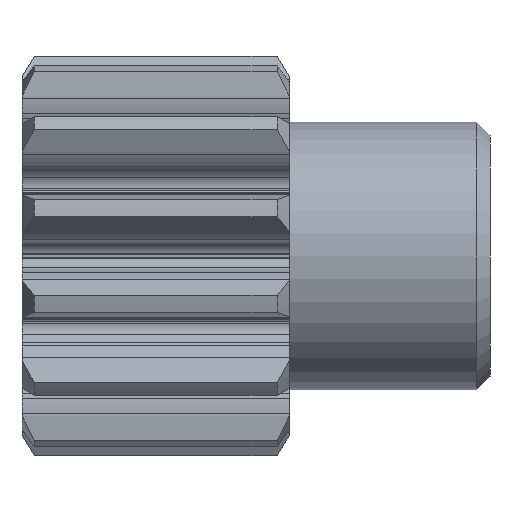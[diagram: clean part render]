
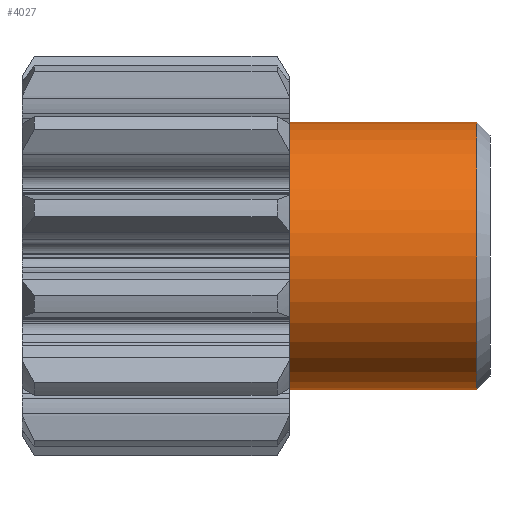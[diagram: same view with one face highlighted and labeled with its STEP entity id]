
A CAD part, front view. The second image highlights one B-rep face of the part: STEP entity #4027.
In plain terms, the highlighted cylindrical face has radius 10 mm (diameter 20 mm), a full revolution.
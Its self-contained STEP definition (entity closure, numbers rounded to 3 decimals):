
#34=VECTOR('',#5686,1.);
#230=LINE('',#7349,#34);
#426=CYLINDRICAL_SURFACE('',#4644,10.);
#966=VERTEX_POINT('',#6987);
#1137=VERTEX_POINT('',#7350);
#1138=VERTEX_POINT('',#7352);
#1364=CIRCLE('',#4469,10.);
#1537=CIRCLE('',#4645,10.);
#1820=EDGE_CURVE('',#966,#966,#1364,.T.);
#2005=EDGE_CURVE('',#1137,#966,#230,.T.);
#2006=EDGE_CURVE('',#1138,#1137,#1537,.T.);
#2007=EDGE_CURVE('',#1137,#1138,#1537,.T.);
#2698=ORIENTED_EDGE('',*,*,#2005,.T.);
#2699=ORIENTED_EDGE('',*,*,#1820,.T.);
#2700=ORIENTED_EDGE('',*,*,#2005,.F.);
#2701=ORIENTED_EDGE('',*,*,#2006,.F.);
#2702=ORIENTED_EDGE('',*,*,#2007,.F.);
#3573=EDGE_LOOP('',(#2698,#2699,#2700,#2701,#2702));
#3801=FACE_BOUND('',#3573,.T.);
#4027=ADVANCED_FACE('',(#3801),#426,.T.);
#4469=AXIS2_PLACEMENT_3D('',#6986,#5334,#5335);
#4644=AXIS2_PLACEMENT_3D('',#7348,#5684,#5685);
#4645=AXIS2_PLACEMENT_3D('',#7351,#5687,#5688);
#5334=DIRECTION('',(1.,0.,0.));
#5335=DIRECTION('',(0.,0.,-10.));
#5684=DIRECTION('',(1.,0.,0.));
#5685=DIRECTION('',(0.,0.,-10.));
#5686=DIRECTION('',(-1.,0.,0.));
#5687=DIRECTION('',(1.,0.,0.));
#5688=DIRECTION('',(0.,0.,-10.));
#6986=CARTESIAN_POINT('',(20.,0.,0.));
#6987=CARTESIAN_POINT('',(20.,0.,-10.));
#7348=CARTESIAN_POINT('',(35.,0.,0.));
#7349=CARTESIAN_POINT('',(19.,0.,-10.));
#7350=CARTESIAN_POINT('',(34.,0.,-10.));
#7351=CARTESIAN_POINT('',(34.,0.,0.));
#7352=CARTESIAN_POINT('',(34.,0.,10.));
